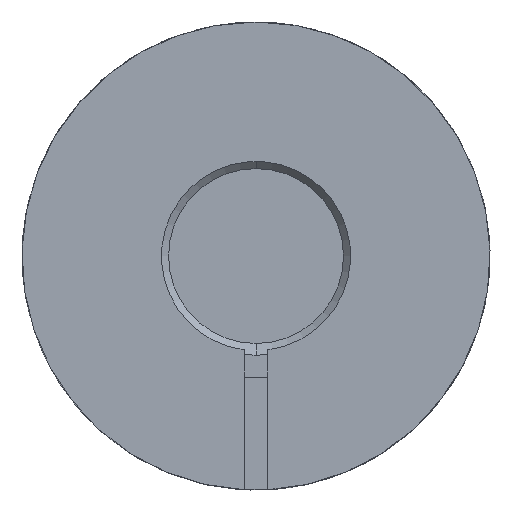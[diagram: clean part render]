
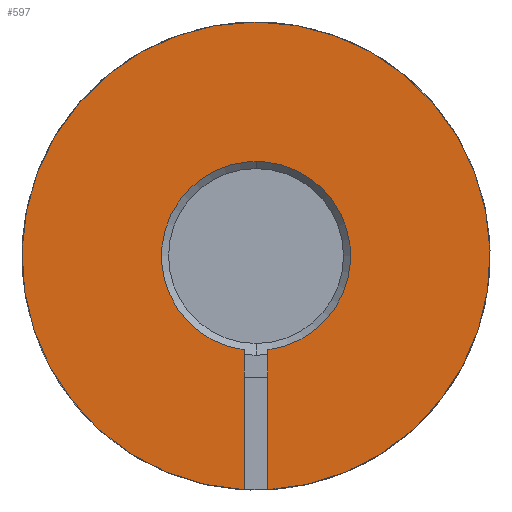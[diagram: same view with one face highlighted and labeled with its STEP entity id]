
A CAD part, front view. The second image highlights one B-rep face of the part: STEP entity #597.
In plain terms, the highlighted planar face has unit normal (0, -1, 0).
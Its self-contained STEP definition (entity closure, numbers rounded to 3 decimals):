
#5 = AXIS2_PLACEMENT_3D ( 'NONE', #815, #832, #702 ) ;
#24 = ORIENTED_EDGE ( 'NONE', *, *, #1297, .T. ) ;
#42 = ORIENTED_EDGE ( 'NONE', *, *, #1770, .F. ) ;
#54 = DIRECTION ( 'NONE',  ( 0., 0., -1. ) ) ;
#133 = EDGE_CURVE ( 'NONE', #897, #1180, #1663, .T. ) ;
#249 = DIRECTION ( 'NONE',  ( 0., 0., 1. ) ) ;
#258 = CARTESIAN_POINT ( 'NONE',  ( 0., -4., 0. ) ) ;
#337 = VERTEX_POINT ( 'NONE', #1775 ) ;
#341 = CARTESIAN_POINT ( 'NONE',  ( -0.5, -4., 0. ) ) ;
#440 = DIRECTION ( 'NONE',  ( 0., 1., 0. ) ) ;
#535 = CIRCLE ( 'NONE', #1429, 4. ) ;
#597 = ADVANCED_FACE ( 'NONE', ( #1564 ), #1551, .F. ) ;
#702 = DIRECTION ( 'NONE',  ( 0., 0., 1. ) ) ;
#703 = DIRECTION ( 'NONE',  ( 0., 0., 1. ) ) ;
#714 = DIRECTION ( 'NONE',  ( 0., 1., 0. ) ) ;
#753 = AXIS2_PLACEMENT_3D ( 'NONE', #1421, #440, #249 ) ;
#806 = CARTESIAN_POINT ( 'NONE',  ( 0.5, -4., 0. ) ) ;
#815 = CARTESIAN_POINT ( 'NONE',  ( 0., -4., 0. ) ) ;
#832 = DIRECTION ( 'NONE',  ( 0., 1., 0. ) ) ;
#836 = CARTESIAN_POINT ( 'NONE',  ( 0.5, -4., -3.969 ) ) ;
#897 = VERTEX_POINT ( 'NONE', #1707 ) ;
#905 = ORIENTED_EDGE ( 'NONE', *, *, #1742, .T. ) ;
#1107 = DIRECTION ( 'NONE',  ( 0., 0., -1. ) ) ;
#1180 = VERTEX_POINT ( 'NONE', #1684 ) ;
#1241 = LINE ( 'NONE', #806, #1623 ) ;
#1271 = ORIENTED_EDGE ( 'NONE', *, *, #133, .F. ) ;
#1285 = VECTOR ( 'NONE', #54, 1000. ) ;
#1297 = EDGE_CURVE ( 'NONE', #337, #1462, #535, .T. ) ;
#1319 = EDGE_LOOP ( 'NONE', ( #24, #905, #1271, #42 ) ) ;
#1421 = CARTESIAN_POINT ( 'NONE',  ( 0., -4., 0. ) ) ;
#1429 = AXIS2_PLACEMENT_3D ( 'NONE', #258, #714, #703 ) ;
#1462 = VERTEX_POINT ( 'NONE', #836 ) ;
#1551 = PLANE ( 'NONE',  #5 ) ;
#1564 = FACE_OUTER_BOUND ( 'NONE', #1319, .T. ) ;
#1623 = VECTOR ( 'NONE', #1107, 1000. ) ;
#1663 = CIRCLE ( 'NONE', #753, 9.9 ) ;
#1684 = CARTESIAN_POINT ( 'NONE',  ( 0.5, -4., -9.887 ) ) ;
#1707 = CARTESIAN_POINT ( 'NONE',  ( -0.5, -4., -9.887 ) ) ;
#1742 = EDGE_CURVE ( 'NONE', #1462, #1180, #1241, .T. ) ;
#1770 = EDGE_CURVE ( 'NONE', #337, #897, #1795, .T. ) ;
#1775 = CARTESIAN_POINT ( 'NONE',  ( -0.5, -4., -3.969 ) ) ;
#1795 = LINE ( 'NONE', #341, #1285 ) ;
